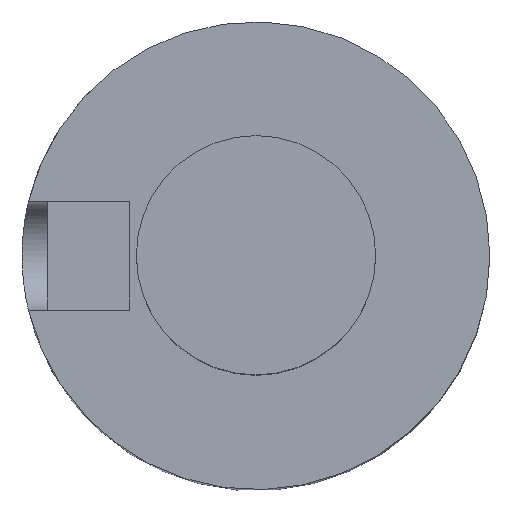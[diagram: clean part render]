
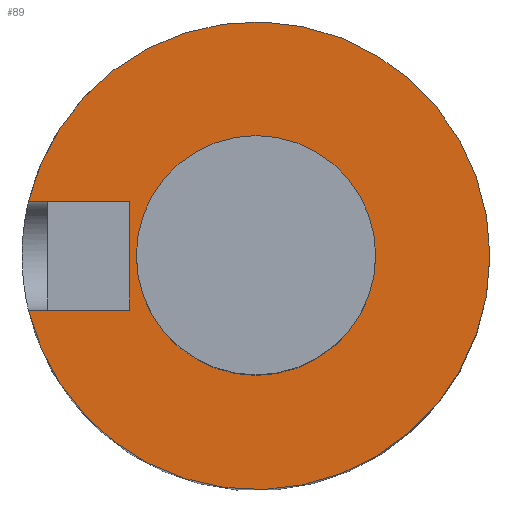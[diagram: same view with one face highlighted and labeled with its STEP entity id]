
A CAD part, top view. The second image highlights one B-rep face of the part: STEP entity #89.
In plain terms, the highlighted planar face has unit normal (0, 0, 1).
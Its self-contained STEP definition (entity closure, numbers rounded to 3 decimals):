
#54=PLANE('',#382);
#70=FACE_OUTER_BOUND('',#119,.T.);
#89=ADVANCED_FACE('',(#70),#54,.T.);
#119=EDGE_LOOP('',(#161,#162,#163,#164));
#143=CIRCLE('',#380,10.75);
#161=ORIENTED_EDGE('',*,*,#263,.T.);
#162=ORIENTED_EDGE('',*,*,#264,.T.);
#163=ORIENTED_EDGE('',*,*,#259,.T.);
#164=ORIENTED_EDGE('',*,*,#265,.T.);
#233=VERTEX_POINT('',#525);
#234=VERTEX_POINT('',#526);
#237=VERTEX_POINT('',#564);
#238=VERTEX_POINT('',#565);
#259=EDGE_CURVE('',#233,#234,#143,.T.);
#263=EDGE_CURVE('',#237,#238,#295,.T.);
#264=EDGE_CURVE('',#238,#233,#296,.T.);
#265=EDGE_CURVE('',#234,#237,#297,.T.);
#295=LINE('',#563,#322);
#296=LINE('',#566,#323);
#297=LINE('',#567,#324);
#322=VECTOR('',#434,1.);
#323=VECTOR('',#435,1.);
#324=VECTOR('',#436,1.);
#380=AXIS2_PLACEMENT_3D('',#524,#428,#429);
#382=AXIS2_PLACEMENT_3D('',#568,#437,#438);
#428=DIRECTION('',(0.,0.,1.));
#429=DIRECTION('',(-1.,0.,0.));
#434=DIRECTION('',(0.,-1.,0.));
#435=DIRECTION('',(-1.,0.,0.));
#436=DIRECTION('',(1.,0.,0.));
#437=DIRECTION('',(0.,0.,1.));
#438=DIRECTION('',(1.,0.,0.));
#524=CARTESIAN_POINT('',(0.,0.,0.));
#525=CARTESIAN_POINT('',(-10.455,-2.5,0.));
#526=CARTESIAN_POINT('',(-10.455,2.5,0.));
#563=CARTESIAN_POINT('',(-5.8,0.,0.));
#564=CARTESIAN_POINT('',(-5.8,2.5,0.));
#565=CARTESIAN_POINT('',(-5.8,-2.5,0.));
#566=CARTESIAN_POINT('',(0.,-2.5,0.));
#567=CARTESIAN_POINT('',(0.,2.5,0.));
#568=CARTESIAN_POINT('',(0.,0.,0.));
